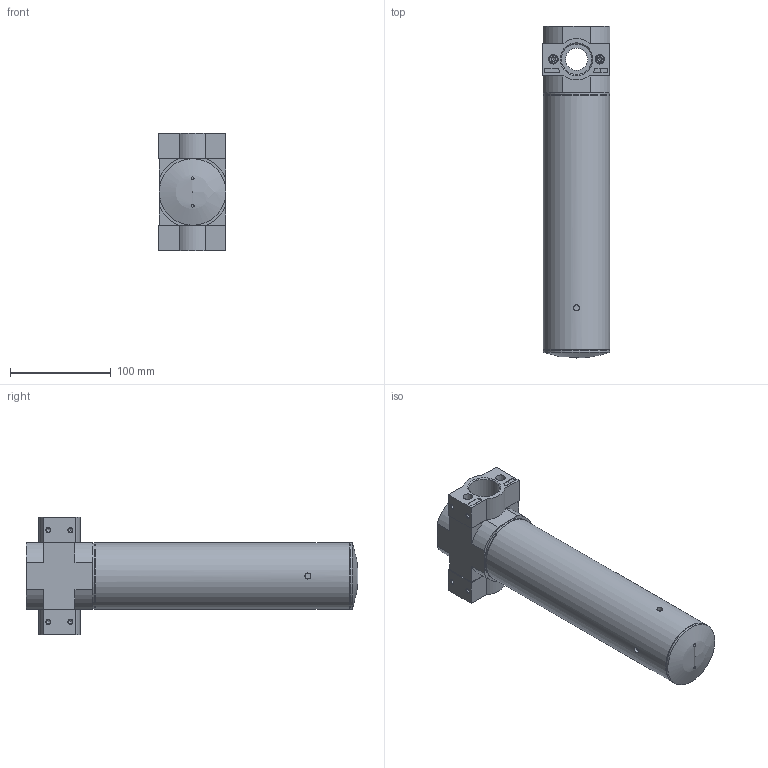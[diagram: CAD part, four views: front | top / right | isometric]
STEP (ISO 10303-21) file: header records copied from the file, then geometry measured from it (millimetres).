
FILE_DESCRIPTION(/* description */ ('STEP AP214'),/* implementation_level */ '2;1');
FILE_NAME(/* name */ '543673_LDM1-1-D-MAXI-300',/* time_stamp */ '2024-08-29T20:49:12+02:00',/* author */ ('License CC BY-ND 4.0'),/* organization */ ('CADENAS'),/* preprocessor_version */ 'ST-DEVELOPER v19.3',/* originating_system */ 'PARTsolutions',/* authorisation */ ' ');
FILE_SCHEMA (('AUTOMOTIVE_DESIGN {1 0 10303 214 3 1 1}'));
Length unit declared in the file: millimetre
Products named in the file (6): 543673 LDM1-1-D-MAXI-300; 697428 LDM1-D-MAXI-300; 373059 LF-D-MAXI; 380313 PBL-1-D-MAXI-L---(1) p1; DIN-912 - M5x20(F); 380315 PBL-1-D-MAXI-R---(0) p1
Assembly tree (9 placements, depth 2):
  543673 LDM1-1-D-MAXI-300
    697428 LDM1-D-MAXI-300
    373059 LF-D-MAXI  x2
    380313 PBL-1-D-MAXI-L---(1) p1
    DIN-912 - M5x20(F)  x4
    380315 PBL-1-D-MAXI-R---(0) p1
Bounding box: 67.1 x 329 x 116 mm (x, y, z)
Volume: 1206794.6 mm3; surface area: 117286.5 mm2
Topology: 9 solids, 9 shells, 326 faces, 702 edges, 427 vertices
Faces by surface type: plane 147, cone 89, cylinder 81, torus 8, sphere 1
Full cylindrical faces by diameter (mm): 3 x2, 4.134 x8, 5 x4, 6 x4, 7 x4, 7.3 x2, 8.5 x4, 22 x3, 30 x2, 30.291 x2, 62 x1, 63.2 x1, 66 x3
Entity records: 6630 total; most frequent: CARTESIAN_POINT 1092, DIRECTION 1064, ORIENTED_EDGE 830, AXIS2_PLACEMENT_3D 428, EDGE_CURVE 415, FACE_BOUND 363, EDGE_LOOP 356, VERTEX_POINT 316
